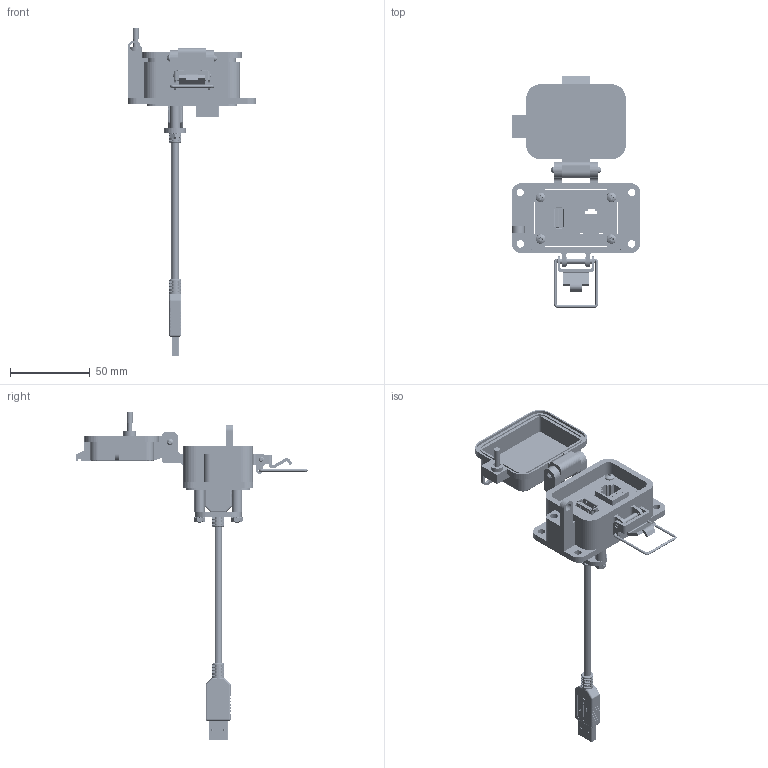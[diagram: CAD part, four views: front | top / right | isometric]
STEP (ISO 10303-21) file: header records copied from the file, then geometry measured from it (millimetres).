
FILE_DESCRIPTION (( 'STEP AP203' ), '1' );
FILE_NAME ('P-P11R2-B2RX-CXXX_3D.STEP', '2022-07-14T16:45:56', ( '' ), ( '' ), 'SwSTEP 2.0', 'SolidWorks 2021', '' );
FILE_SCHEMA (( 'CONFIG_CONTROL_DESIGN' ));
Length unit declared in the file: millimetre
Products named in the file (16): Z-000-440112FH_90273A119; Z-001-SPR_1-1_4; P-P11R2-B2RX-CXXX_FP060_1; 92005A124_METRIC PAN HEAD PHILLIPS MACHINE SCREW_92005A124; Z-002-4401_4HN_90675A005; P11; P-P11R2-B2RX-CXXX_3D; Z-H-B2_B; P-P11R2-B2RX-CXXX_TP060_1; R2; Z-020-3047; P-P11R2-B2RX-CXXX_TP120_2; Z-000-4243316TFP; Z-300-RJ45CAT5; P-P11R2-B2RX-CXXX_BP120_1; -B2
Assembly tree (21 placements, depth 3):
  P-P11R2-B2RX-CXXX_3D
    -B2
      Z-H-B2_B
    P-P11R2-B2RX-CXXX_BP120_1
    P-P11R2-B2RX-CXXX_FP060_1
    P-P11R2-B2RX-CXXX_TP060_1
    P-P11R2-B2RX-CXXX_TP120_2
    Z-000-4243316TFP
    P11
      Z-020-3047
    Z-000-440112FH_90273A119  x2
    Z-001-SPR_1-1_4  x2
    Z-002-4401_4HN_90675A005  x2
    R2
      Z-300-RJ45CAT5
    92005A124_METRIC PAN HEAD PHILLIPS MACHINE SCREW_92005A124  x4
Bounding box: 80.57 x 145.03 x 205.51 mm (x, y, z)
Volume: 72827.8 mm3; surface area: 65901.8 mm2
Topology: 36 solids, 36 shells, 3304 faces, 9378 edges, 6168 vertices
Faces by surface type: cylinder 1611, plane 1271, bspline 263, cone 135, torus 16, sphere 8
Entity records: 94362 total; most frequent: CARTESIAN_POINT 33122, ORIENTED_EDGE 13480, DIRECTION 11160, EDGE_CURVE 6740, VERTEX_POINT 4441, VECTOR 3956, LINE 3956, AXIS2_PLACEMENT_3D 3602
